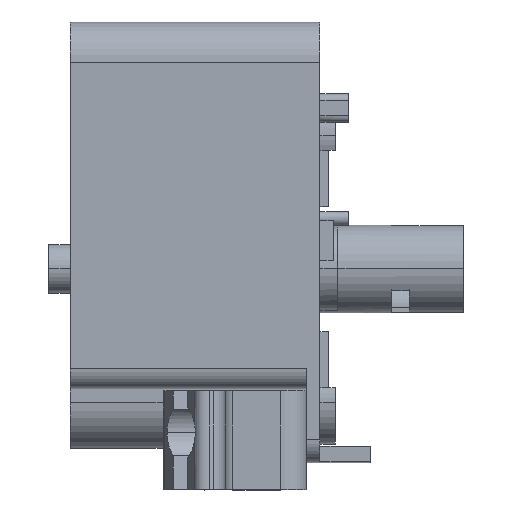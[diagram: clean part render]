
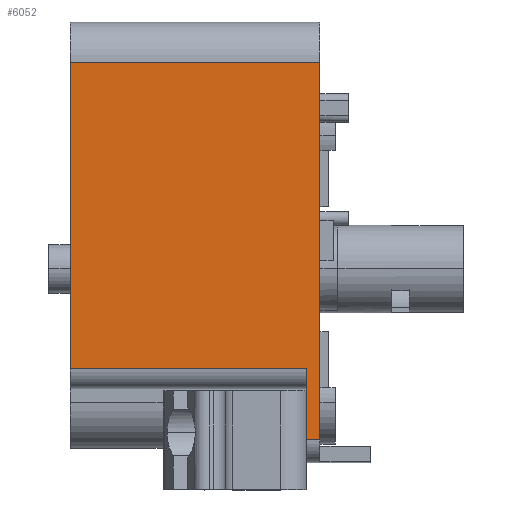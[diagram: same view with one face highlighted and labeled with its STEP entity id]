
A CAD part, top view. The second image highlights one B-rep face of the part: STEP entity #6052.
In plain terms, the highlighted planar face has unit normal (0, 0, 1).
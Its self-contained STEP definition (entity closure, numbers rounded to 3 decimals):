
#4980=CARTESIAN_POINT('POINT2401',(-1.524,-48.362,20.32)
   );
#4981=VERTEX_POINT('VERTEX2401',#4980);
#4990=CARTESIAN_POINT('POINT2402',(0.,-48.362,
   20.32));
#4991=VERTEX_POINT('VERTEX2402',#4990);
#4999=CARTESIAN_POINT('POS3843',(0.,-48.362,
   20.32));
#5000=DIRECTION('DIR5556',(-1.,0.,0.));
#5001=VECTOR('VEC2130',#5000,25.4);
#5002=LINE('STRAIGHT2130',#4999,#5001);
#5003=EDGE_CURVE('EDGE3613',#4991,#4981,#5002,.T.);
#5047=CARTESIAN_POINT('POINT2406',(-1.524,-40.132,20.32))
   ;
#5048=VERTEX_POINT('VERTEX2406',#5047);
#5049=CARTESIAN_POINT('POS3849',(-1.524,-48.362,20.32));
#5050=DIRECTION('DIR5564',(0.,-1.,0.));
#5051=VECTOR('VEC2134',#5050,25.4);
#5052=LINE('STRAIGHT2134',#5049,#5051);
#5053=EDGE_CURVE('EDGE3618',#5048,#4981,#5052,.T.);
#5524=CARTESIAN_POINT('POINT2442',(0.,-4.699,
   20.32));
#5525=VERTEX_POINT('VERTEX2442',#5524);
#5533=CARTESIAN_POINT('POS3902',(0.,-25.451,
   20.32));
#5534=DIRECTION('DIR5636',(0.,1.,0.));
#5535=VECTOR('VEC2168',#5534,25.4);
#5536=LINE('STRAIGHT2168',#5533,#5535);
#5537=EDGE_CURVE('EDGE3664',#4991,#5525,#5536,.T.);
#5762=CARTESIAN_POINT('POINT2453',(-28.854,-40.132,20.32
   ));
#5763=VERTEX_POINT('VERTEX2453',#5762);
#5780=CARTESIAN_POINT('POS3925',(-1.524,-40.132,20.32));
#5781=DIRECTION('DIR5666',(-1.,0.,0.));
#5782=VECTOR('VEC2184',#5781,25.4);
#5783=LINE('STRAIGHT2184',#5780,#5782);
#5784=EDGE_CURVE('EDGE3685',#5048,#5763,#5783,.T.);
#6009=CARTESIAN_POINT('POINT2464',(-28.854,-4.699,20.32)
   );
#6010=VERTEX_POINT('VERTEX2464',#6009);
#6018=CARTESIAN_POINT('POS3952',(-1.524,-4.699,20.32));
#6019=DIRECTION('DIR5705',(-1.,0.,0.));
#6020=VECTOR('VEC2199',#6019,25.4);
#6021=LINE('STRAIGHT2199',#6018,#6020);
#6022=EDGE_CURVE('EDGE3705',#5525,#6010,#6021,.T.);
#6034=CARTESIAN_POINT('POS3954',(-28.854,-40.132,20.32))
   ;
#6035=DIRECTION('DIR5708',(0.,-1.,0.));
#6036=VECTOR('VEC2200',#6035,25.4);
#6037=LINE('STRAIGHT2200',#6034,#6036);
#6038=EDGE_CURVE('EDGE3706',#6010,#5763,#6037,.T.);
#6039=ORIENTED_EDGE('COEDGE7355',*,*,#6038,.T.);
#6040=ORIENTED_EDGE('COEDGE7356',*,*,#5784,.F.);
#6041=ORIENTED_EDGE('COEDGE7357',*,*,#5053,.T.);
#6042=ORIENTED_EDGE('COEDGE7358',*,*,#5003,.F.);
#6043=ORIENTED_EDGE('COEDGE7359',*,*,#5537,.T.);
#6044=ORIENTED_EDGE('COEDGE7360',*,*,#6022,.T.);
#6045=EDGE_LOOP('NONE',(#6039,#6040,#6041,#6042,#6043,#6044));
#6046=FACE_BOUND('LOOP1',#6045,.T.);
#6047=CARTESIAN_POINT('POS3955',(-1.524,-21.209,20.32));
#6048=DIRECTION('DIR5709',(0.,0.,1.));
#6049=DIRECTION('DIR5710',(1.,0.,0.));
#6050=AXIS2_PLACEMENT_3D('AXIS1755',#6047,#6048,#6049);
#6051=PLANE('PLANE638',#6050);
#6052=ADVANCED_FACE('FACE1306',(#6046),#6051,.T.);
